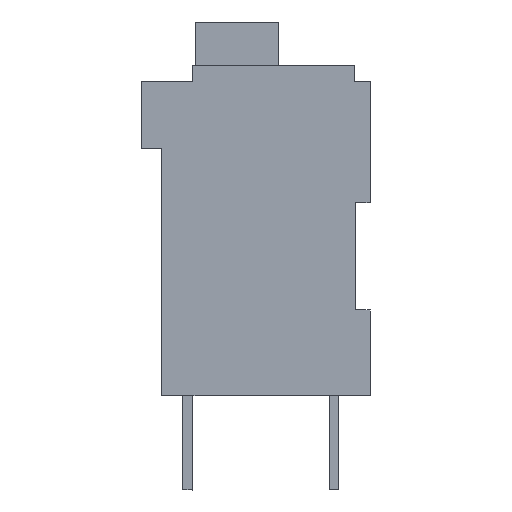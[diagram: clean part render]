
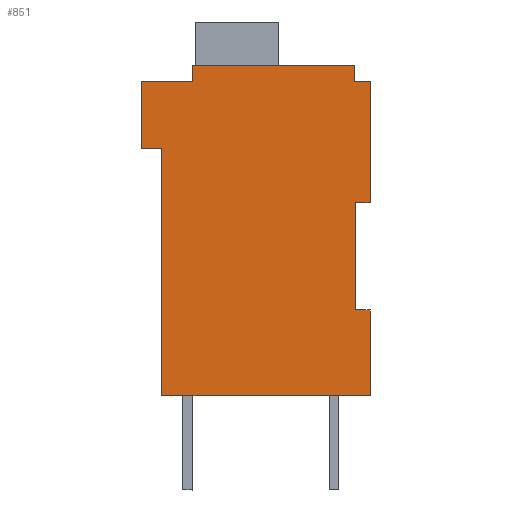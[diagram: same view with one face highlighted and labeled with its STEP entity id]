
A CAD part, left-side view. The second image highlights one B-rep face of the part: STEP entity #851.
In plain terms, the highlighted planar face has unit normal (-1, 0, 0).
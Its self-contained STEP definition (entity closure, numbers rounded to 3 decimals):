
#790=AXIS2_PLACEMENT_3D('Plane Axis2P3D',#787,#788,#789) ;
#168=CARTESIAN_POINT('Vertex',(0.,7.75,12.7)) ;
#171=CARTESIAN_POINT('Line Origine',(0.,8.125,12.7)) ;
#175=CARTESIAN_POINT('Vertex',(0.,8.5,12.7)) ;
#196=CARTESIAN_POINT('Line Origine',(0.,8.5,13.95)) ;
#200=CARTESIAN_POINT('Vertex',(0.,8.5,15.2)) ;
#221=CARTESIAN_POINT('Line Origine',(0.,7.55,15.2)) ;
#225=CARTESIAN_POINT('Vertex',(0.,6.6,15.2)) ;
#389=CARTESIAN_POINT('Vertex',(0.,0.6,15.2)) ;
#392=CARTESIAN_POINT('Line Origine',(0.,0.3,15.2)) ;
#396=CARTESIAN_POINT('Vertex',(0.,0.,15.2)) ;
#421=CARTESIAN_POINT('Line Origine',(0.,0.,12.95)) ;
#425=CARTESIAN_POINT('Vertex',(0.,0.,10.7)) ;
#528=CARTESIAN_POINT('Vertex',(0.,0.55,10.7)) ;
#531=CARTESIAN_POINT('Line Origine',(0.,0.55,8.7)) ;
#535=CARTESIAN_POINT('Vertex',(0.,0.55,6.7)) ;
#767=CARTESIAN_POINT('Vertex',(0.,7.75,3.5)) ;
#770=CARTESIAN_POINT('Line Origine',(0.,7.75,8.1)) ;
#787=CARTESIAN_POINT('Axis2P3D Location',(0.,8.5,0.094)) ;
#792=CARTESIAN_POINT('Line Origine',(0.,3.875,3.5)) ;
#796=CARTESIAN_POINT('Vertex',(0.,0.,3.5)) ;
#799=CARTESIAN_POINT('Line Origine',(0.,0.,5.1)) ;
#803=CARTESIAN_POINT('Vertex',(0.,0.,6.7)) ;
#806=CARTESIAN_POINT('Line Origine',(0.,0.275,6.7)) ;
#811=CARTESIAN_POINT('Line Origine',(0.,0.275,10.7)) ;
#816=CARTESIAN_POINT('Line Origine',(0.,0.6,15.5)) ;
#820=CARTESIAN_POINT('Vertex',(0.,0.6,15.8)) ;
#823=CARTESIAN_POINT('Line Origine',(0.,3.6,15.8)) ;
#827=CARTESIAN_POINT('Vertex',(0.,6.6,15.8)) ;
#830=CARTESIAN_POINT('Line Origine',(0.,6.6,15.5)) ;
#172=DIRECTION('Vector Direction',(0.,1.,0.)) ;
#197=DIRECTION('Vector Direction',(0.,0.,1.)) ;
#222=DIRECTION('Vector Direction',(0.,1.,0.)) ;
#393=DIRECTION('Vector Direction',(0.,1.,0.)) ;
#422=DIRECTION('Vector Direction',(0.,0.,1.)) ;
#532=DIRECTION('Vector Direction',(0.,0.,1.)) ;
#771=DIRECTION('Vector Direction',(0.,0.,-1.)) ;
#788=DIRECTION('Axis2P3D Direction',(-1.,0.,0.)) ;
#789=DIRECTION('Axis2P3D XDirection',(0.,0.,1.)) ;
#793=DIRECTION('Vector Direction',(0.,-1.,0.)) ;
#800=DIRECTION('Vector Direction',(0.,0.,1.)) ;
#807=DIRECTION('Vector Direction',(0.,1.,0.)) ;
#812=DIRECTION('Vector Direction',(0.,-1.,0.)) ;
#817=DIRECTION('Vector Direction',(0.,0.,1.)) ;
#824=DIRECTION('Vector Direction',(0.,-1.,0.)) ;
#831=DIRECTION('Vector Direction',(0.,0.,-1.)) ;
#173=VECTOR('Line Direction',#172,1.) ;
#198=VECTOR('Line Direction',#197,1.) ;
#223=VECTOR('Line Direction',#222,1.) ;
#394=VECTOR('Line Direction',#393,1.) ;
#423=VECTOR('Line Direction',#422,1.) ;
#533=VECTOR('Line Direction',#532,1.) ;
#772=VECTOR('Line Direction',#771,1.) ;
#794=VECTOR('Line Direction',#793,1.) ;
#801=VECTOR('Line Direction',#800,1.) ;
#808=VECTOR('Line Direction',#807,1.) ;
#813=VECTOR('Line Direction',#812,1.) ;
#818=VECTOR('Line Direction',#817,1.) ;
#825=VECTOR('Line Direction',#824,1.) ;
#832=VECTOR('Line Direction',#831,1.) ;
#836=ORIENTED_EDGE('',*,*,#798,.T.) ;
#837=ORIENTED_EDGE('',*,*,#805,.T.) ;
#838=ORIENTED_EDGE('',*,*,#810,.T.) ;
#839=ORIENTED_EDGE('',*,*,#537,.T.) ;
#840=ORIENTED_EDGE('',*,*,#815,.T.) ;
#841=ORIENTED_EDGE('',*,*,#427,.T.) ;
#842=ORIENTED_EDGE('',*,*,#398,.T.) ;
#843=ORIENTED_EDGE('',*,*,#822,.T.) ;
#844=ORIENTED_EDGE('',*,*,#829,.T.) ;
#845=ORIENTED_EDGE('',*,*,#834,.T.) ;
#846=ORIENTED_EDGE('',*,*,#227,.T.) ;
#847=ORIENTED_EDGE('',*,*,#202,.T.) ;
#848=ORIENTED_EDGE('',*,*,#177,.T.) ;
#849=ORIENTED_EDGE('',*,*,#774,.T.) ;
#851=ADVANCED_FACE('HOUSING',(#850),#791,.T.) ;
#177=EDGE_CURVE('',#176,#169,#174,.F.) ;
#202=EDGE_CURVE('',#201,#176,#199,.F.) ;
#227=EDGE_CURVE('',#226,#201,#224,.T.) ;
#398=EDGE_CURVE('',#397,#390,#395,.T.) ;
#427=EDGE_CURVE('',#426,#397,#424,.T.) ;
#537=EDGE_CURVE('',#536,#529,#534,.T.) ;
#774=EDGE_CURVE('',#169,#768,#773,.T.) ;
#798=EDGE_CURVE('',#768,#797,#795,.T.) ;
#805=EDGE_CURVE('',#797,#804,#802,.T.) ;
#810=EDGE_CURVE('',#804,#536,#809,.T.) ;
#815=EDGE_CURVE('',#529,#426,#814,.T.) ;
#822=EDGE_CURVE('',#390,#821,#819,.T.) ;
#829=EDGE_CURVE('',#821,#828,#826,.F.) ;
#834=EDGE_CURVE('',#828,#226,#833,.T.) ;
#835=EDGE_LOOP('',(#836,#837,#838,#839,#840,#841,#842,#843,#844,#845,#846,#847,#848,#849)) ;
#850=FACE_OUTER_BOUND('',#835,.T.) ;
#174=LINE('Line',#171,#173) ;
#199=LINE('Line',#196,#198) ;
#224=LINE('Line',#221,#223) ;
#395=LINE('Line',#392,#394) ;
#424=LINE('Line',#421,#423) ;
#534=LINE('Line',#531,#533) ;
#773=LINE('Line',#770,#772) ;
#795=LINE('Line',#792,#794) ;
#802=LINE('Line',#799,#801) ;
#809=LINE('Line',#806,#808) ;
#814=LINE('Line',#811,#813) ;
#819=LINE('Line',#816,#818) ;
#826=LINE('Line',#823,#825) ;
#833=LINE('Line',#830,#832) ;
#791=PLANE('',#790) ;
#169=VERTEX_POINT('',#168) ;
#176=VERTEX_POINT('',#175) ;
#201=VERTEX_POINT('',#200) ;
#226=VERTEX_POINT('',#225) ;
#390=VERTEX_POINT('',#389) ;
#397=VERTEX_POINT('',#396) ;
#426=VERTEX_POINT('',#425) ;
#529=VERTEX_POINT('',#528) ;
#536=VERTEX_POINT('',#535) ;
#768=VERTEX_POINT('',#767) ;
#797=VERTEX_POINT('',#796) ;
#804=VERTEX_POINT('',#803) ;
#821=VERTEX_POINT('',#820) ;
#828=VERTEX_POINT('',#827) ;
